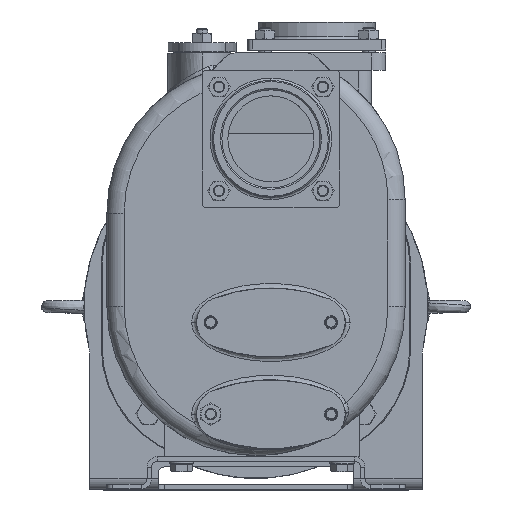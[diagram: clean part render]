
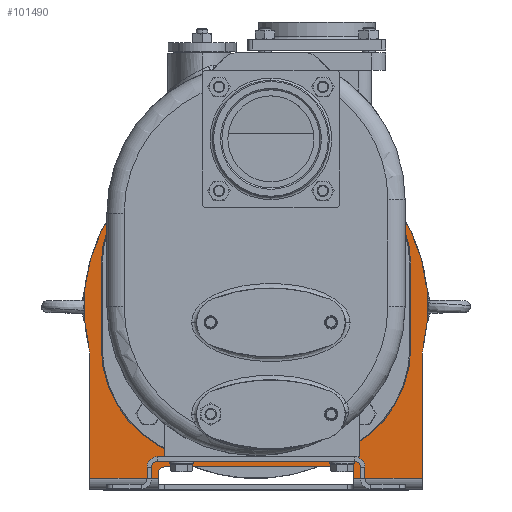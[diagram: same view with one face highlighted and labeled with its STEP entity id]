
A CAD part, top view. The second image highlights one B-rep face of the part: STEP entity #101490.
In plain terms, the highlighted planar face has unit normal (0, 0, 1).
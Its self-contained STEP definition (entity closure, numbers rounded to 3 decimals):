
#17911=CARTESIAN_POINT('',(-165.,89.073,-463.5));
#17912=DIRECTION('',(0.,0.,-1.));
#17913=DIRECTION('',(0.971,0.241,0.));
#17914=AXIS2_PLACEMENT_3D('',#17911,#17912,#17913);
#17916=CARTESIAN_POINT('',(0.,130.,-463.5));
#17917=DIRECTION('',(0.,0.,-1.));
#17918=DIRECTION('',(-0.971,-0.241,0.));
#17919=AXIS2_PLACEMENT_3D('',#17916,#17917,#17918);
#17921=DIRECTION('',(0.,-1.,0.));
#17922=VECTOR('',#17921,109.073);
#17923=CARTESIAN_POINT('',(145.,89.073,-463.5));
#17924=LINE('',#17923,#17922);
#17925=DIRECTION('',(0.,1.,0.));
#17926=VECTOR('',#17925,5.);
#17927=CARTESIAN_POINT('',(85.,-20.,-463.5));
#17928=LINE('',#17927,#17926);
#17929=DIRECTION('',(-1.,0.,0.));
#17930=VECTOR('',#17929,160.);
#17931=CARTESIAN_POINT('',(80.,-10.,-463.5));
#17932=LINE('',#17931,#17930);
#17933=DIRECTION('',(0.,1.,0.));
#17934=VECTOR('',#17933,5.);
#17935=CARTESIAN_POINT('',(-85.,-20.,-463.5));
#17936=LINE('',#17935,#17934);
#17937=DIRECTION('',(0.,1.,0.));
#17938=VECTOR('',#17937,109.073);
#17939=CARTESIAN_POINT('',(-145.,-20.,-463.5));
#17940=LINE('',#17939,#17938);
#17946=CARTESIAN_POINT('',(165.,89.073,-463.5));
#17947=DIRECTION('',(0.,0.,-1.));
#17948=DIRECTION('',(-1.,0.,0.));
#17949=AXIS2_PLACEMENT_3D('',#17946,#17947,#17948);
#17990=CARTESIAN_POINT('',(-80.,-15.,-463.5));
#17991=DIRECTION('',(0.,0.,-1.));
#17992=DIRECTION('',(-1.,0.,0.));
#17993=AXIS2_PLACEMENT_3D('',#17990,#17991,#17992);
#18043=DIRECTION('',(1.,0.,0.));
#18044=VECTOR('',#18043,60.);
#18045=CARTESIAN_POINT('',(-145.,-20.,-463.5));
#18046=LINE('',#18045,#18044);
#18258=DIRECTION('',(1.,0.,0.));
#18259=VECTOR('',#18258,60.);
#18260=CARTESIAN_POINT('',(85.,-20.,-463.5));
#18261=LINE('',#18260,#18259);
#18304=CARTESIAN_POINT('',(80.,-15.,-463.5));
#18305=DIRECTION('',(0.,0.,-1.));
#18306=DIRECTION('',(0.,1.,0.));
#18307=AXIS2_PLACEMENT_3D('',#18304,#18305,#18306);
#18349=CARTESIAN_POINT('',(35.,165.,-463.5));
#18350=DIRECTION('',(0.,0.,1.));
#18351=DIRECTION('',(1.,0.,0.));
#18352=AXIS2_PLACEMENT_3D('',#18349,#18350,#18351);
#18363=DIRECTION('',(0.,1.,0.));
#18364=VECTOR('',#18363,70.);
#18365=CARTESIAN_POINT('',(135.,95.,-463.5));
#18366=LINE('',#18365,#18364);
#18375=CARTESIAN_POINT('',(35.,95.,-463.5));
#18376=DIRECTION('',(0.,0.,1.));
#18377=DIRECTION('',(0.,-1.,0.));
#18378=AXIS2_PLACEMENT_3D('',#18375,#18376,#18377);
#18389=DIRECTION('',(1.,0.,0.));
#18390=VECTOR('',#18389,70.);
#18391=CARTESIAN_POINT('',(-35.,-5.,-463.5));
#18392=LINE('',#18391,#18390);
#18401=CARTESIAN_POINT('',(-35.,95.,-463.5));
#18402=DIRECTION('',(0.,0.,1.));
#18403=DIRECTION('',(-1.,0.,0.));
#18404=AXIS2_PLACEMENT_3D('',#18401,#18402,#18403);
#18415=DIRECTION('',(0.,-1.,0.));
#18416=VECTOR('',#18415,70.);
#18417=CARTESIAN_POINT('',(-135.,165.,-463.5));
#18418=LINE('',#18417,#18416);
#18427=CARTESIAN_POINT('',(-35.,165.,-463.5));
#18428=DIRECTION('',(0.,0.,1.));
#18429=DIRECTION('',(0.,1.,0.));
#18430=AXIS2_PLACEMENT_3D('',#18427,#18428,#18429);
#18441=DIRECTION('',(-1.,0.,0.));
#18442=VECTOR('',#18441,70.);
#18443=CARTESIAN_POINT('',(35.,265.,-463.5));
#18444=LINE('',#18443,#18442);
#72247=CARTESIAN_POINT('',(-80.,-10.,-463.5));
#72249=VERTEX_POINT('',#72247);
#72251=CARTESIAN_POINT('',(-85.,-15.,-463.5));
#72253=VERTEX_POINT('',#72251);
#72263=CARTESIAN_POINT('',(85.,-15.,-463.5));
#72265=VERTEX_POINT('',#72263);
#72267=CARTESIAN_POINT('',(80.,-10.,-463.5));
#72269=VERTEX_POINT('',#72267);
#72278=CARTESIAN_POINT('',(-85.,-20.,-463.5));
#72279=VERTEX_POINT('',#72278);
#72280=CARTESIAN_POINT('',(85.,-20.,-463.5));
#72281=VERTEX_POINT('',#72280);
#72286=CARTESIAN_POINT('',(145.,89.073,-463.5));
#72287=CARTESIAN_POINT('',(145.,-20.,-463.5));
#72288=VERTEX_POINT('',#72286);
#72289=VERTEX_POINT('',#72287);
#72294=CARTESIAN_POINT('',(-145.,-20.,-463.5));
#72295=CARTESIAN_POINT('',(-145.,89.073,-463.5));
#72296=VERTEX_POINT('',#72294);
#72297=VERTEX_POINT('',#72295);
#72302=CARTESIAN_POINT('',(-145.588,93.888,-463.5));
#72303=VERTEX_POINT('',#72302);
#72304=CARTESIAN_POINT('',(145.588,93.888,-463.5));
#72305=VERTEX_POINT('',#72304);
#72306=CARTESIAN_POINT('',(135.,165.,-463.5));
#72307=CARTESIAN_POINT('',(35.,265.,-463.5));
#72308=VERTEX_POINT('',#72306);
#72309=VERTEX_POINT('',#72307);
#72310=CARTESIAN_POINT('',(-35.,265.,-463.5));
#72311=VERTEX_POINT('',#72310);
#72312=CARTESIAN_POINT('',(-135.,165.,-463.5));
#72313=VERTEX_POINT('',#72312);
#72314=CARTESIAN_POINT('',(-135.,95.,-463.5));
#72315=VERTEX_POINT('',#72314);
#72316=CARTESIAN_POINT('',(-35.,-5.,-463.5));
#72317=VERTEX_POINT('',#72316);
#72318=CARTESIAN_POINT('',(35.,-5.,-463.5));
#72319=VERTEX_POINT('',#72318);
#72320=CARTESIAN_POINT('',(135.,95.,-463.5));
#72321=VERTEX_POINT('',#72320);
#101443=CARTESIAN_POINT('',(0.,130.,-463.5));
#101444=DIRECTION('',(0.,0.,-1.));
#101445=DIRECTION('',(-1.,0.,0.));
#101446=AXIS2_PLACEMENT_3D('',#101443,#101444,#101445);
#101447=PLANE('',#101446);
#101448=ORIENTED_EDGE('',*,*,#101343,.T.);
#101450=ORIENTED_EDGE('',*,*,#101449,.F.);
#101452=ORIENTED_EDGE('',*,*,#101451,.T.);
#101454=ORIENTED_EDGE('',*,*,#101453,.F.);
#101456=ORIENTED_EDGE('',*,*,#101455,.T.);
#101458=ORIENTED_EDGE('',*,*,#101457,.F.);
#101460=ORIENTED_EDGE('',*,*,#101459,.T.);
#101462=ORIENTED_EDGE('',*,*,#101461,.F.);
#101464=ORIENTED_EDGE('',*,*,#101463,.F.);
#101466=ORIENTED_EDGE('',*,*,#101465,.F.);
#101468=ORIENTED_EDGE('',*,*,#101467,.T.);
#101469=ORIENTED_EDGE('',*,*,#101436,.F.);
#101470=EDGE_LOOP('',(#101448,#101450,#101452,#101454,#101456,#101458,#101460,
#101462,#101464,#101466,#101468,#101469));
#101471=FACE_OUTER_BOUND('',#101470,.F.);
#101473=ORIENTED_EDGE('',*,*,#101472,.T.);
#101475=ORIENTED_EDGE('',*,*,#101474,.T.);
#101477=ORIENTED_EDGE('',*,*,#101476,.T.);
#101479=ORIENTED_EDGE('',*,*,#101478,.T.);
#101481=ORIENTED_EDGE('',*,*,#101480,.T.);
#101483=ORIENTED_EDGE('',*,*,#101482,.T.);
#101485=ORIENTED_EDGE('',*,*,#101484,.T.);
#101487=ORIENTED_EDGE('',*,*,#101486,.T.);
#101488=EDGE_LOOP('',(#101473,#101475,#101477,#101479,#101481,#101483,#101485,
#101487));
#101489=FACE_BOUND('',#101488,.F.);
#101490=ADVANCED_FACE('',(#101471,#101489),#101447,.F.);
#17915=CIRCLE('',#17914,20.);
#17920=CIRCLE('',#17919,150.);
#17950=CIRCLE('',#17949,20.);
#17994=CIRCLE('',#17993,5.);
#18308=CIRCLE('',#18307,5.);
#18353=CIRCLE('',#18352,100.);
#18379=CIRCLE('',#18378,100.);
#18405=CIRCLE('',#18404,100.);
#18431=CIRCLE('',#18430,100.);
#101343=EDGE_CURVE('',#72303,#72305,#17920,.T.);
#101436=EDGE_CURVE('',#72303,#72297,#17915,.T.);
#101449=EDGE_CURVE('',#72288,#72305,#17950,.T.);
#101451=EDGE_CURVE('',#72288,#72289,#17924,.T.);
#101453=EDGE_CURVE('',#72281,#72289,#18261,.T.);
#101455=EDGE_CURVE('',#72281,#72265,#17928,.T.);
#101457=EDGE_CURVE('',#72269,#72265,#18308,.T.);
#101459=EDGE_CURVE('',#72269,#72249,#17932,.T.);
#101461=EDGE_CURVE('',#72253,#72249,#17994,.T.);
#101463=EDGE_CURVE('',#72279,#72253,#17936,.T.);
#101465=EDGE_CURVE('',#72296,#72279,#18046,.T.);
#101467=EDGE_CURVE('',#72296,#72297,#17940,.T.);
#101472=EDGE_CURVE('',#72308,#72309,#18353,.T.);
#101474=EDGE_CURVE('',#72309,#72311,#18444,.T.);
#101476=EDGE_CURVE('',#72311,#72313,#18431,.T.);
#101478=EDGE_CURVE('',#72313,#72315,#18418,.T.);
#101480=EDGE_CURVE('',#72315,#72317,#18405,.T.);
#101482=EDGE_CURVE('',#72317,#72319,#18392,.T.);
#101484=EDGE_CURVE('',#72319,#72321,#18379,.T.);
#101486=EDGE_CURVE('',#72321,#72308,#18366,.T.);
